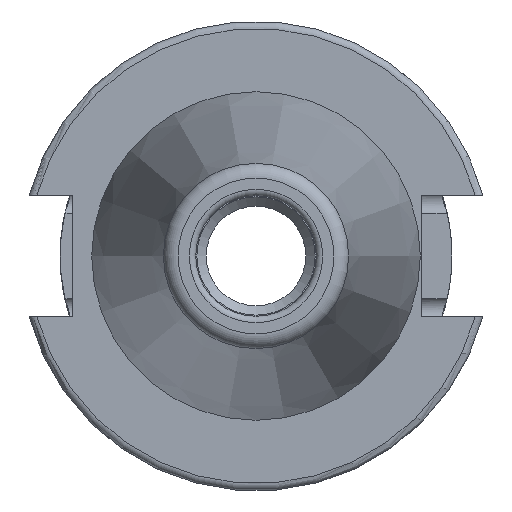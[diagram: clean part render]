
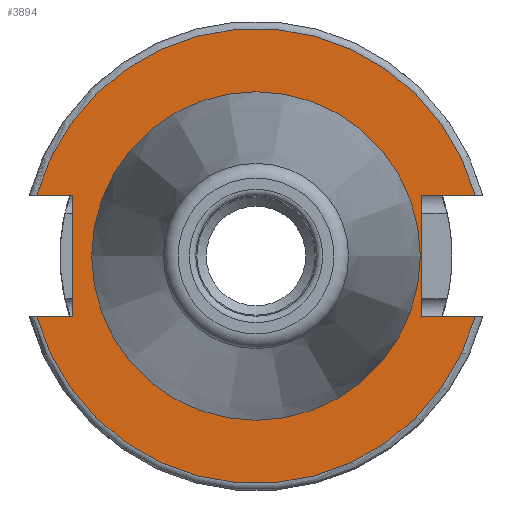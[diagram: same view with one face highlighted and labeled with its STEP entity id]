
A CAD part, left-side view. The second image highlights one B-rep face of the part: STEP entity #3894.
In plain terms, the highlighted planar face has unit normal (-1, 0, 0).
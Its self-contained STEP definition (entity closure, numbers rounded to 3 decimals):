
#70=FACE_BOUND('',#671,.T.);
#263=PLANE('',#4217);
#462=FACE_OUTER_BOUND('',#670,.T.);
#670=EDGE_LOOP('',(#3117,#3118,#3119,#3120,#3121,#3122,#3123,#3124));
#671=EDGE_LOOP('',(#3125,#3126));
#872=LINE('',#6871,#1097);
#887=LINE('',#7027,#1112);
#896=LINE('',#7107,#1121);
#900=LINE('',#7116,#1125);
#907=LINE('',#7193,#1132);
#915=LINE('',#7271,#1140);
#1097=VECTOR('',#4810,10.);
#1112=VECTOR('',#4827,10.);
#1121=VECTOR('',#4862,10.);
#1125=VECTOR('',#4872,10.);
#1132=VECTOR('',#4881,10.);
#1140=VECTOR('',#4891,10.);
#1329=CIRCLE('',#4214,30.775);
#1330=CIRCLE('',#4216,30.775);
#1331=CIRCLE('',#4218,22.225);
#1332=CIRCLE('',#4219,22.225);
#1633=VERTEX_POINT('',#6868);
#1634=VERTEX_POINT('',#6870);
#1661=VERTEX_POINT('',#7015);
#1662=VERTEX_POINT('',#7026);
#1676=VERTEX_POINT('',#7113);
#1677=VERTEX_POINT('',#7115);
#1690=VERTEX_POINT('',#7192);
#1703=VERTEX_POINT('',#7260);
#1704=VERTEX_POINT('',#7325);
#1705=VERTEX_POINT('',#7326);
#2122=EDGE_CURVE('',#1634,#1633,#872,.T.);
#2151=EDGE_CURVE('',#1662,#1661,#887,.T.);
#2171=EDGE_CURVE('',#1633,#1662,#896,.T.);
#2175=EDGE_CURVE('',#1677,#1676,#900,.T.);
#2189=EDGE_CURVE('',#1676,#1690,#907,.T.);
#2204=EDGE_CURVE('',#1690,#1703,#915,.T.);
#2229=EDGE_CURVE('',#1677,#1661,#1329,.T.);
#2230=EDGE_CURVE('',#1634,#1703,#1330,.T.);
#2231=EDGE_CURVE('',#1704,#1705,#1331,.T.);
#2232=EDGE_CURVE('',#1705,#1704,#1332,.T.);
#3117=ORIENTED_EDGE('',*,*,#2122,.T.);
#3118=ORIENTED_EDGE('',*,*,#2171,.T.);
#3119=ORIENTED_EDGE('',*,*,#2151,.T.);
#3120=ORIENTED_EDGE('',*,*,#2229,.F.);
#3121=ORIENTED_EDGE('',*,*,#2175,.T.);
#3122=ORIENTED_EDGE('',*,*,#2189,.T.);
#3123=ORIENTED_EDGE('',*,*,#2204,.T.);
#3124=ORIENTED_EDGE('',*,*,#2230,.F.);
#3125=ORIENTED_EDGE('',*,*,#2231,.T.);
#3126=ORIENTED_EDGE('',*,*,#2232,.T.);
#3894=ADVANCED_FACE('',(#462,#70),#263,.T.);
#4214=AXIS2_PLACEMENT_3D('',#7321,#4990,#4991);
#4216=AXIS2_PLACEMENT_3D('',#7323,#4994,#4995);
#4217=AXIS2_PLACEMENT_3D('',#7324,#4996,#4997);
#4218=AXIS2_PLACEMENT_3D('',#7327,#4998,#4999);
#4219=AXIS2_PLACEMENT_3D('',#7328,#5000,#5001);
#4810=DIRECTION('',(0.,1.,0.));
#4827=DIRECTION('',(0.,-1.,0.));
#4862=DIRECTION('',(0.,0.,1.));
#4872=DIRECTION('',(0.,-1.,0.));
#4881=DIRECTION('',(0.,0.,-1.));
#4891=DIRECTION('',(0.,1.,0.));
#4990=DIRECTION('center_axis',(1.,0.,0.));
#4991=DIRECTION('ref_axis',(0.,0.,-1.));
#4994=DIRECTION('center_axis',(1.,0.,0.));
#4995=DIRECTION('ref_axis',(0.,0.,-1.));
#4996=DIRECTION('center_axis',(-1.,0.,0.));
#4997=DIRECTION('ref_axis',(0.,0.,1.));
#4998=DIRECTION('center_axis',(1.,0.,0.));
#4999=DIRECTION('ref_axis',(0.,0.,-1.));
#5000=DIRECTION('center_axis',(1.,0.,0.));
#5001=DIRECTION('ref_axis',(0.,0.,-1.));
#6868=CARTESIAN_POINT('',(3.175,-22.41,-8.19));
#6870=CARTESIAN_POINT('',(3.175,-29.665,-8.19));
#6871=CARTESIAN_POINT('',(3.175,-4.878,-8.19));
#7015=CARTESIAN_POINT('',(3.175,-29.665,8.19));
#7026=CARTESIAN_POINT('',(3.175,-22.41,8.19));
#7027=CARTESIAN_POINT('',(3.175,4.182,8.19));
#7107=CARTESIAN_POINT('',(3.175,-22.41,-4.095));
#7113=CARTESIAN_POINT('',(3.175,24.8,8.19));
#7115=CARTESIAN_POINT('',(3.175,29.665,8.19));
#7116=CARTESIAN_POINT('',(3.175,32.958,8.19));
#7192=CARTESIAN_POINT('',(3.175,24.8,-8.19));
#7193=CARTESIAN_POINT('',(3.175,24.8,4.095));
#7260=CARTESIAN_POINT('',(3.175,29.665,-8.19));
#7271=CARTESIAN_POINT('',(3.175,27.788,-8.19));
#7321=CARTESIAN_POINT('Origin',(3.175,0.,
0.));
#7323=CARTESIAN_POINT('Origin',(3.175,0.,
0.));
#7324=CARTESIAN_POINT('Origin',(3.175,30.775,0.));
#7325=CARTESIAN_POINT('',(3.175,22.225,0.));
#7326=CARTESIAN_POINT('',(3.175,-22.225,0.));
#7327=CARTESIAN_POINT('Origin',(3.175,0.,
0.));
#7328=CARTESIAN_POINT('Origin',(3.175,0.,
0.));
